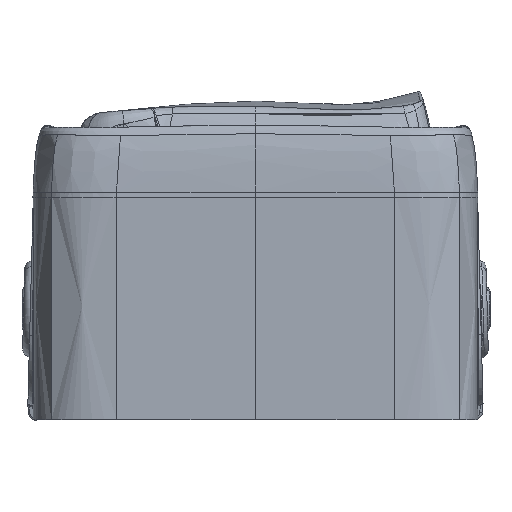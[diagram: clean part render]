
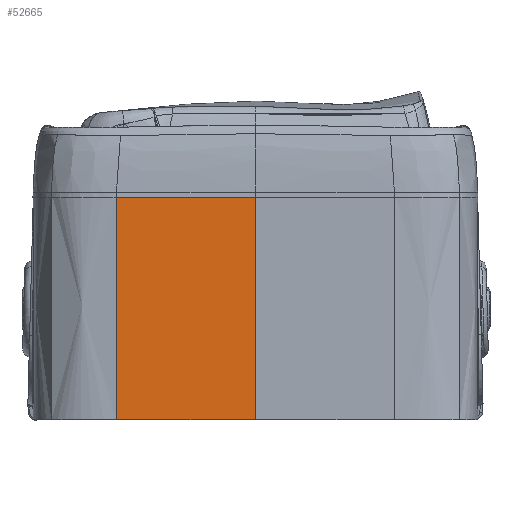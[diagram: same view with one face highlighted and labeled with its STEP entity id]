
A CAD part, left-side view. The second image highlights one B-rep face of the part: STEP entity #52665.
In plain terms, the highlighted planar face has unit normal (-1, 0, 0).
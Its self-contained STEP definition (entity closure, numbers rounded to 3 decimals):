
#52629=AXIS2_PLACEMENT_3D('Plane Axis2P3D',#52626,#52627,#52628) ;
#52626=CARTESIAN_POINT('Axis2P3D Location',(-40.,0.,-21.55)) ;
#52631=CARTESIAN_POINT('Line Origine',(-40.,0.,-42.025)) ;
#52635=CARTESIAN_POINT('Vertex',(-40.,0.,-21.55)) ;
#52637=CARTESIAN_POINT('Vertex',(-40.,0.,-62.5)) ;
#52640=CARTESIAN_POINT('Line Origine',(-40.,12.5,-21.55)) ;
#52644=CARTESIAN_POINT('Vertex',(-40.,25.,-21.55)) ;
#52647=CARTESIAN_POINT('Line Origine',(-40.,25.,-42.025)) ;
#52651=CARTESIAN_POINT('Vertex',(-40.,25.,-62.5)) ;
#52654=CARTESIAN_POINT('Line Origine',(-40.,12.5,-62.5)) ;
#52627=DIRECTION('Axis2P3D Direction',(-1.,0.,0.)) ;
#52628=DIRECTION('Axis2P3D XDirection',(0.,1.,0.)) ;
#52632=DIRECTION('Vector Direction',(0.,0.,-1.)) ;
#52641=DIRECTION('Vector Direction',(0.,1.,0.)) ;
#52648=DIRECTION('Vector Direction',(0.,0.,-1.)) ;
#52655=DIRECTION('Vector Direction',(0.,1.,0.)) ;
#52633=VECTOR('Line Direction',#52632,1.) ;
#52642=VECTOR('Line Direction',#52641,1.) ;
#52649=VECTOR('Line Direction',#52648,1.) ;
#52656=VECTOR('Line Direction',#52655,1.) ;
#52660=ORIENTED_EDGE('',*,*,#52639,.F.) ;
#52661=ORIENTED_EDGE('',*,*,#52646,.T.) ;
#52662=ORIENTED_EDGE('',*,*,#52653,.T.) ;
#52663=ORIENTED_EDGE('',*,*,#52658,.F.) ;
#52665=ADVANCED_FACE('Surface.1735',(#52664),#52630,.T.) ;
#52639=EDGE_CURVE('',#52636,#52638,#52634,.T.) ;
#52646=EDGE_CURVE('',#52636,#52645,#52643,.T.) ;
#52653=EDGE_CURVE('',#52645,#52652,#52650,.T.) ;
#52658=EDGE_CURVE('',#52638,#52652,#52657,.T.) ;
#52659=EDGE_LOOP('',(#52660,#52661,#52662,#52663)) ;
#52664=FACE_OUTER_BOUND('',#52659,.T.) ;
#52634=LINE('Line',#52631,#52633) ;
#52643=LINE('Line',#52640,#52642) ;
#52650=LINE('Line',#52647,#52649) ;
#52657=LINE('Line',#52654,#52656) ;
#52630=PLANE('',#52629) ;
#52636=VERTEX_POINT('',#52635) ;
#52638=VERTEX_POINT('',#52637) ;
#52645=VERTEX_POINT('',#52644) ;
#52652=VERTEX_POINT('',#52651) ;
